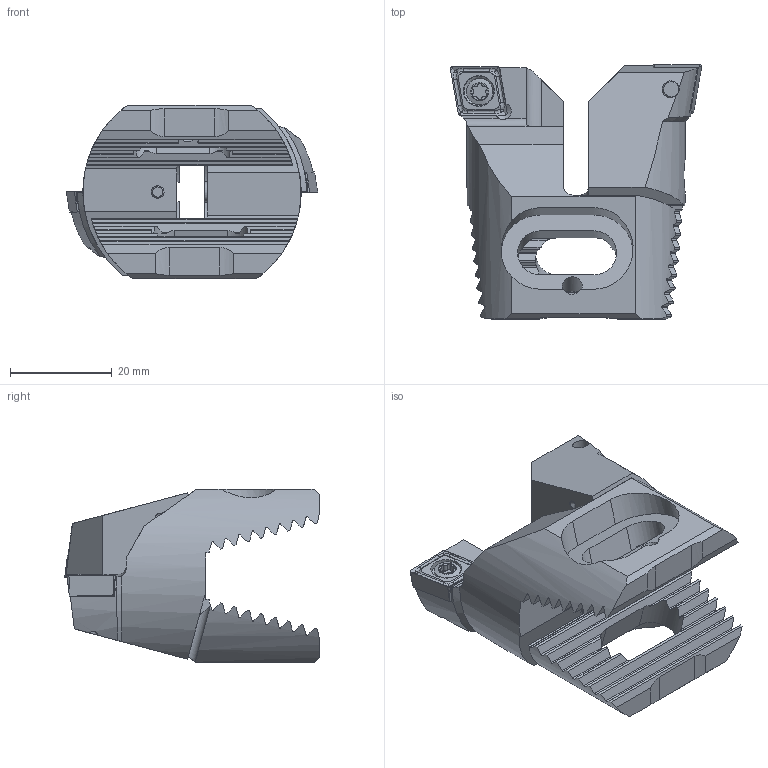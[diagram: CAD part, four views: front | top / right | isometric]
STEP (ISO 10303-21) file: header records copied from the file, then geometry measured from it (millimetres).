
FILE_DESCRIPTION (( 'STEP AP214' ), '1' );
FILE_NAME ('Z42.WCB.B13.028.STEP', '2020-08-14T11:52:22', ( '' ), ( '' ), 'SwSTEP 2.0', 'SolidWorks 2017', '' );
FILE_SCHEMA (( 'AUTOMOTIVE_DESIGN' ));
Length unit declared in the file: millimetre
Products named in the file (7): ZC4-xxx.001.028_A_versetzt mit FV; ISO 4028 - M3 x 5_M3x5; Z42-ER3.001.016; ZC4-xxx.001.028_A; WCB-ER2.001.009_A; CCMT09T304; Z42.WCB.B13.028
Assembly tree (8 placements, depth 2):
  Z42.WCB.B13.028
    ZC4-xxx.001.028_A_versetzt mit FV
    WCB-ER2.001.009_A  x2
    CCMT09T304  x2
    ZC4-xxx.001.028_A
    Z42-ER3.001.016
    ISO 4028 - M3 x 5_M3x5
Bounding box: 49.5 x 50.1 x 34.2 mm (x, y, z)
Volume: 26822.7 mm3; surface area: 13128.2 mm2
Topology: 8 solids, 8 shells, 489 faces, 1327 edges, 844 vertices
Faces by surface type: plane 272, cylinder 99, bspline 56, cone 53, torus 6, sphere 3
Full cylindrical faces by diameter (mm): 1.6 x1, 2 x1, 2.5 x1, 3 x1, 3.3 x4, 4 x4, 4.4 x2, 5 x1, 5.25 x2, 6 x2, 6.1 x2
Entity records: 16236 total; most frequent: CARTESIAN_POINT 6015, ORIENTED_EDGE 2200, DIRECTION 1576, EDGE_CURVE 1100, VERTEX_POINT 731, VECTOR 586, LINE 586, AXIS2_PLACEMENT_3D 495
